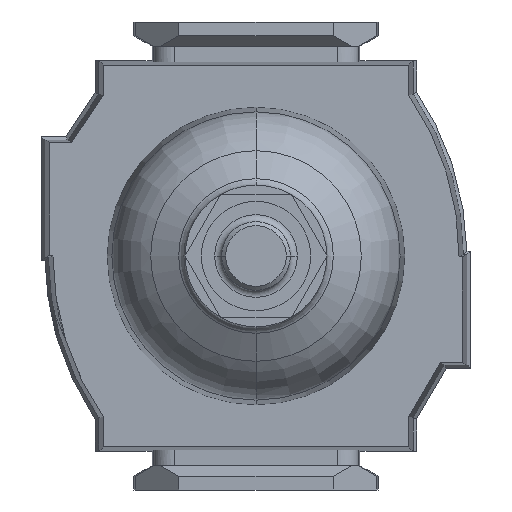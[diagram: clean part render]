
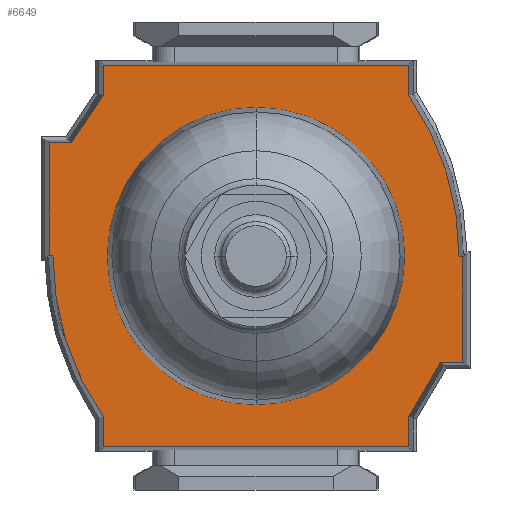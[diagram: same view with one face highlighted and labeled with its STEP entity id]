
A CAD part, front view. The second image highlights one B-rep face of the part: STEP entity #6649.
In plain terms, the highlighted planar face has unit normal (0, -1, 0).
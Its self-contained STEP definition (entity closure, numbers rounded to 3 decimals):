
#64 = DIRECTION ( 'NONE',  ( -1., 0., 0. ) ) ;
#70 = CARTESIAN_POINT ( 'NONE',  ( -0.1, -38.5, -30. ) ) ;
#100 = LINE ( 'NONE', #7417, #5950 ) ;
#109 = CIRCLE ( 'NONE', #6918, 41.1 ) ;
#111 = CARTESIAN_POINT ( 'NONE',  ( 23.362, -38.5, 22.2 ) ) ;
#119 = VECTOR ( 'NONE', #7376, 1000. ) ;
#332 = CARTESIAN_POINT ( 'NONE',  ( -23.383, -38.5, 22.2 ) ) ;
#517 = VERTEX_POINT ( 'NONE', #6152 ) ;
#546 = LINE ( 'NONE', #6073, #5548 ) ;
#591 = EDGE_CURVE ( 'NONE', #2849, #6098, #2163, .T. ) ;
#671 = VECTOR ( 'NONE', #886, 1000. ) ;
#674 = DIRECTION ( 'NONE',  ( 0., 0., 1. ) ) ;
#886 = DIRECTION ( 'NONE',  ( 1., 0., 0. ) ) ;
#1002 = CARTESIAN_POINT ( 'NONE',  ( 23.383, -38.5, -22.2 ) ) ;
#1080 = EDGE_CURVE ( 'NONE', #3083, #2849, #100, .T. ) ;
#1090 = ORIENTED_EDGE ( 'NONE', *, *, #591, .F. ) ;
#1339 = ORIENTED_EDGE ( 'NONE', *, *, #1830, .F. ) ;
#1396 = DIRECTION ( 'NONE',  ( 0., 1., 0. ) ) ;
#1545 = CARTESIAN_POINT ( 'NONE',  ( -23.383, -38.5, 22.2 ) ) ;
#1546 = ORIENTED_EDGE ( 'NONE', *, *, #7012, .F. ) ;
#1612 = LINE ( 'NONE', #2172, #3922 ) ;
#1703 = ORIENTED_EDGE ( 'NONE', *, *, #3687, .F. ) ;
#1782 = CARTESIAN_POINT ( 'NONE',  ( 16.5, -38.5, 26.8 ) ) ;
#1830 = EDGE_CURVE ( 'NONE', #4282, #6770, #5957, .T. ) ;
#1910 = DIRECTION ( 'NONE',  ( 0., 0., 1. ) ) ;
#1912 = ORIENTED_EDGE ( 'NONE', *, *, #1080, .F. ) ;
#1960 = PLANE ( 'NONE',  #3221 ) ;
#1991 = ORIENTED_EDGE ( 'NONE', *, *, #7808, .F. ) ;
#2018 = VERTEX_POINT ( 'NONE', #1545 ) ;
#2023 = DIRECTION ( 'NONE',  ( 0., 1., 0. ) ) ;
#2101 = DIRECTION ( 'NONE',  ( 0., 0., -1. ) ) ;
#2110 = CARTESIAN_POINT ( 'NONE',  ( -27.75, -38.5, 22.2 ) ) ;
#2113 = DIRECTION ( 'NONE',  ( 0., 0., -1. ) ) ;
#2163 = CIRCLE ( 'NONE', #3715, 41.1 ) ;
#2172 = CARTESIAN_POINT ( 'NONE',  ( 0.1, -38.5, 30. ) ) ;
#2181 = VERTEX_POINT ( 'NONE', #4077 ) ;
#2241 = CARTESIAN_POINT ( 'NONE',  ( -15.5, -38.5, -30. ) ) ;
#2275 = EDGE_CURVE ( 'NONE', #517, #3291, #1612, .T. ) ;
#2310 = VECTOR ( 'NONE', #2113, 1000. ) ;
#2314 = EDGE_CURVE ( 'NONE', #6770, #2181, #3411, .T. ) ;
#2406 = EDGE_CURVE ( 'NONE', #6031, #517, #2407, .T. ) ;
#2407 = CIRCLE ( 'NONE', #6530, 41.1 ) ;
#2434 = CARTESIAN_POINT ( 'NONE',  ( -27.75, -38.5, -22.2 ) ) ;
#2535 = ORIENTED_EDGE ( 'NONE', *, *, #4431, .F. ) ;
#2651 = DIRECTION ( 'NONE',  ( -0.863, 0., 0.506 ) ) ;
#2786 = DIRECTION ( 'NONE',  ( 0., -1., 0. ) ) ;
#2849 = VERTEX_POINT ( 'NONE', #1002 ) ;
#3023 = CARTESIAN_POINT ( 'NONE',  ( 0., -38.5, -11.6 ) ) ;
#3083 = VERTEX_POINT ( 'NONE', #4084 ) ;
#3182 = CARTESIAN_POINT ( 'NONE',  ( 0., -38.5, 11.6 ) ) ;
#3221 = AXIS2_PLACEMENT_3D ( 'NONE', #4597, #2786, #5376 ) ;
#3291 = VERTEX_POINT ( 'NONE', #6323 ) ;
#3300 = CARTESIAN_POINT ( 'NONE',  ( 27.75, -38.5, -22.2 ) ) ;
#3329 = CARTESIAN_POINT ( 'NONE',  ( -27.75, -38.5, -22.2 ) ) ;
#3335 = CARTESIAN_POINT ( 'NONE',  ( -15.5, -38.5, -26.8 ) ) ;
#3336 = EDGE_CURVE ( 'NONE', #5976, #4852, #5116, .T. ) ;
#3411 = LINE ( 'NONE', #111, #5725 ) ;
#3442 = CARTESIAN_POINT ( 'NONE',  ( 16.5, -38.5, 30. ) ) ;
#3512 = CARTESIAN_POINT ( 'NONE',  ( -0.1, -38.5, -29.5 ) ) ;
#3562 = DIRECTION ( 'NONE',  ( 0., 1., 0. ) ) ;
#3687 = EDGE_CURVE ( 'NONE', #4087, #3083, #5192, .T. ) ;
#3715 = AXIS2_PLACEMENT_3D ( 'NONE', #3182, #1396, #6275 ) ;
#3922 = VECTOR ( 'NONE', #4624, 1000. ) ;
#3965 = ORIENTED_EDGE ( 'NONE', *, *, #4384, .F. ) ;
#3975 = VECTOR ( 'NONE', #7434, 1000. ) ;
#3988 = DIRECTION ( 'NONE',  ( -1., 0., 0. ) ) ;
#4077 = CARTESIAN_POINT ( 'NONE',  ( 23.362, -38.5, 22.2 ) ) ;
#4084 = CARTESIAN_POINT ( 'NONE',  ( 27.75, -38.5, -22.2 ) ) ;
#4087 = VERTEX_POINT ( 'NONE', #4418 ) ;
#4175 = DIRECTION ( 'NONE',  ( 1., 0., 0. ) ) ;
#4199 = ORIENTED_EDGE ( 'NONE', *, *, #7637, .F. ) ;
#4282 = VERTEX_POINT ( 'NONE', #4951 ) ;
#4384 = EDGE_CURVE ( 'NONE', #5260, #6543, #546, .T. ) ;
#4418 = CARTESIAN_POINT ( 'NONE',  ( 27.75, -38.5, 22.2 ) ) ;
#4429 = EDGE_CURVE ( 'NONE', #4935, #5260, #7644, .T. ) ;
#4431 = EDGE_CURVE ( 'NONE', #6543, #2018, #7415, .T. ) ;
#4482 = FACE_OUTER_BOUND ( 'NONE', #7318, .T. ) ;
#4597 = CARTESIAN_POINT ( 'NONE',  ( -28.86, -38.5, 31.2 ) ) ;
#4611 = VECTOR ( 'NONE', #1910, 1000. ) ;
#4624 = DIRECTION ( 'NONE',  ( 0., 0., 1. ) ) ;
#4682 = ORIENTED_EDGE ( 'NONE', *, *, #4429, .F. ) ;
#4728 = DIRECTION ( 'NONE',  ( 0., 0., -1. ) ) ;
#4852 = VERTEX_POINT ( 'NONE', #2241 ) ;
#4935 = VERTEX_POINT ( 'NONE', #7394 ) ;
#4951 = CARTESIAN_POINT ( 'NONE',  ( 16.5, -38.5, 30. ) ) ;
#5008 = CARTESIAN_POINT ( 'NONE',  ( -15.5, -38.5, -30. ) ) ;
#5024 = LINE ( 'NONE', #6739, #4611 ) ;
#5116 = LINE ( 'NONE', #5008, #3975 ) ;
#5192 = LINE ( 'NONE', #3300, #2310 ) ;
#5260 = VERTEX_POINT ( 'NONE', #2434 ) ;
#5306 = CARTESIAN_POINT ( 'NONE',  ( 16.5, -38.5, 26.8 ) ) ;
#5376 = DIRECTION ( 'NONE',  ( 0., 0., -1. ) ) ;
#5428 = DIRECTION ( 'NONE',  ( 0., 0., 1. ) ) ;
#5548 = VECTOR ( 'NONE', #674, 1000. ) ;
#5725 = VECTOR ( 'NONE', #7199, 1000. ) ;
#5775 = ORIENTED_EDGE ( 'NONE', *, *, #2314, .F. ) ;
#5817 = LINE ( 'NONE', #6412, #6793 ) ;
#5950 = VECTOR ( 'NONE', #64, 1000. ) ;
#5957 = LINE ( 'NONE', #5306, #6130 ) ;
#5976 = VERTEX_POINT ( 'NONE', #70 ) ;
#6031 = VERTEX_POINT ( 'NONE', #6939 ) ;
#6073 = CARTESIAN_POINT ( 'NONE',  ( -27.75, -38.5, 22.2 ) ) ;
#6098 = VERTEX_POINT ( 'NONE', #3512 ) ;
#6130 = VECTOR ( 'NONE', #4728, 1000. ) ;
#6152 = CARTESIAN_POINT ( 'NONE',  ( 0.1, -38.5, 29.5 ) ) ;
#6275 = DIRECTION ( 'NONE',  ( 0., 0., 1. ) ) ;
#6323 = CARTESIAN_POINT ( 'NONE',  ( 0.1, -38.5, 30. ) ) ;
#6374 = LINE ( 'NONE', #7607, #7220 ) ;
#6412 = CARTESIAN_POINT ( 'NONE',  ( -23.35, -38.5, -22.2 ) ) ;
#6508 = ORIENTED_EDGE ( 'NONE', *, *, #3336, .F. ) ;
#6530 = AXIS2_PLACEMENT_3D ( 'NONE', #3023, #3562, #5428 ) ;
#6543 = VERTEX_POINT ( 'NONE', #2110 ) ;
#6574 = ORIENTED_EDGE ( 'NONE', *, *, #7893, .F. ) ;
#6596 = LINE ( 'NONE', #3442, #7048 ) ;
#6619 = LINE ( 'NONE', #7223, #119 ) ;
#6649 = ADVANCED_FACE ( 'NONE', ( #4482 ), #1960, .T. ) ;
#6739 = CARTESIAN_POINT ( 'NONE',  ( -15.5, -38.5, -26.8 ) ) ;
#6770 = VERTEX_POINT ( 'NONE', #1782 ) ;
#6793 = VECTOR ( 'NONE', #2651, 1000. ) ;
#6918 = AXIS2_PLACEMENT_3D ( 'NONE', #7526, #2023, #6929 ) ;
#6929 = DIRECTION ( 'NONE',  ( 0., 0., 1. ) ) ;
#6939 = CARTESIAN_POINT ( 'NONE',  ( 0., -38.5, 29.5 ) ) ;
#7012 = EDGE_CURVE ( 'NONE', #6098, #5976, #6374, .T. ) ;
#7048 = VECTOR ( 'NONE', #4175, 1000. ) ;
#7199 = DIRECTION ( 'NONE',  ( 0.831, 0., -0.557 ) ) ;
#7220 = VECTOR ( 'NONE', #2101, 1000. ) ;
#7223 = CARTESIAN_POINT ( 'NONE',  ( 27.75, -38.5, 22.2 ) ) ;
#7318 = EDGE_LOOP ( 'NONE', ( #4682, #1991, #4199, #6508, #1546, #1090, #1912, #1703, #7882, #5775, #1339, #7688, #7452, #7825, #6574, #2535, #3965 ) ) ;
#7374 = EDGE_CURVE ( 'NONE', #3291, #4282, #6596, .T. ) ;
#7376 = DIRECTION ( 'NONE',  ( 1., 0., 0. ) ) ;
#7394 = CARTESIAN_POINT ( 'NONE',  ( -23.35, -38.5, -22.2 ) ) ;
#7415 = LINE ( 'NONE', #332, #671 ) ;
#7417 = CARTESIAN_POINT ( 'NONE',  ( 23.383, -38.5, -22.2 ) ) ;
#7434 = DIRECTION ( 'NONE',  ( -1., 0., 0. ) ) ;
#7452 = ORIENTED_EDGE ( 'NONE', *, *, #2275, .F. ) ;
#7526 = CARTESIAN_POINT ( 'NONE',  ( 0., -38.5, -11.6 ) ) ;
#7592 = VECTOR ( 'NONE', #3988, 1000. ) ;
#7607 = CARTESIAN_POINT ( 'NONE',  ( -0.1, -38.5, -30. ) ) ;
#7628 = EDGE_CURVE ( 'NONE', #2181, #4087, #6619, .T. ) ;
#7637 = EDGE_CURVE ( 'NONE', #4852, #7742, #5024, .T. ) ;
#7644 = LINE ( 'NONE', #3329, #7592 ) ;
#7688 = ORIENTED_EDGE ( 'NONE', *, *, #7374, .F. ) ;
#7742 = VERTEX_POINT ( 'NONE', #3335 ) ;
#7808 = EDGE_CURVE ( 'NONE', #7742, #4935, #5817, .T. ) ;
#7825 = ORIENTED_EDGE ( 'NONE', *, *, #2406, .F. ) ;
#7882 = ORIENTED_EDGE ( 'NONE', *, *, #7628, .F. ) ;
#7893 = EDGE_CURVE ( 'NONE', #2018, #6031, #109, .T. ) ;
